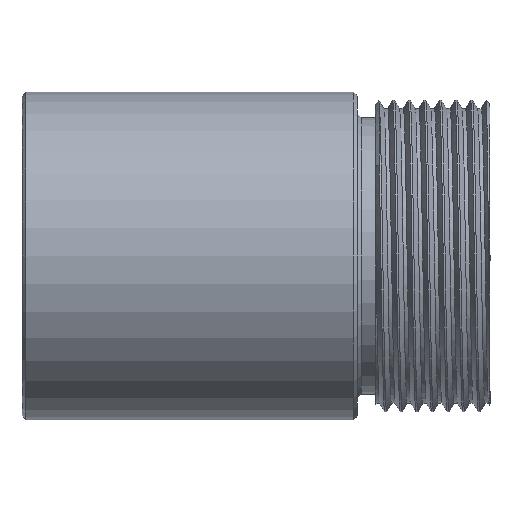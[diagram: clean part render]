
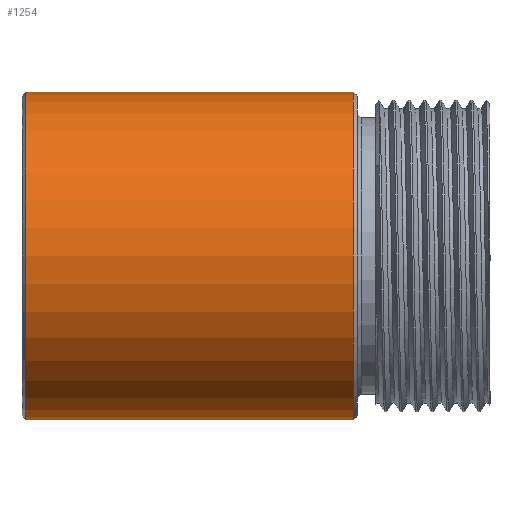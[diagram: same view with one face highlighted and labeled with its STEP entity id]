
A CAD part, front view. The second image highlights one B-rep face of the part: STEP entity #1254.
In plain terms, the highlighted cylindrical face has radius 21 mm (diameter 42 mm), a partial arc.
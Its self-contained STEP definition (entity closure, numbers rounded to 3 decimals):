
#36 = CYLINDRICAL_SURFACE ( 'NONE', #875, 21. ) ;
#47 = EDGE_CURVE ( 'NONE', #49, #682, #2453, .T. ) ;
#49 = VERTEX_POINT ( 'NONE', #88 ) ;
#54 = DIRECTION ( 'NONE',  ( -1., 0., 0. ) ) ;
#88 = CARTESIAN_POINT ( 'NONE',  ( -13.89, 0., 21. ) ) ;
#109 = DIRECTION ( 'NONE',  ( 1., 0., 0. ) ) ;
#120 = EDGE_LOOP ( 'NONE', ( #694, #1787, #2815, #2519 ) ) ;
#389 = AXIS2_PLACEMENT_3D ( 'NONE', #2853, #109, #1079 ) ;
#682 = VERTEX_POINT ( 'NONE', #1089 ) ;
#694 = ORIENTED_EDGE ( 'NONE', *, *, #2669, .F. ) ;
#875 = AXIS2_PLACEMENT_3D ( 'NONE', #1291, #54, #3155 ) ;
#926 = DIRECTION ( 'NONE',  ( 0., 0., 1. ) ) ;
#933 = LINE ( 'NONE', #2490, #3173 ) ;
#1003 = CARTESIAN_POINT ( 'NONE',  ( 28.11, 0., -21. ) ) ;
#1047 = EDGE_CURVE ( 'NONE', #3578, #1127, #3234, .T. ) ;
#1079 = DIRECTION ( 'NONE',  ( 0., 0., -1. ) ) ;
#1089 = CARTESIAN_POINT ( 'NONE',  ( -13.89, 0., -21. ) ) ;
#1127 = VERTEX_POINT ( 'NONE', #1860 ) ;
#1254 = ADVANCED_FACE ( 'NONE', ( #2243 ), #36, .T. ) ;
#1291 = CARTESIAN_POINT ( 'NONE',  ( -38.305, 0., 0. ) ) ;
#1447 = DIRECTION ( 'NONE',  ( -1., 0., 0. ) ) ;
#1679 = EDGE_CURVE ( 'NONE', #1127, #49, #3282, .T. ) ;
#1787 = ORIENTED_EDGE ( 'NONE', *, *, #1047, .T. ) ;
#1848 = DIRECTION ( 'NONE',  ( -1., 0., 0. ) ) ;
#1860 = CARTESIAN_POINT ( 'NONE',  ( 28.11, 0., 21. ) ) ;
#2116 = CARTESIAN_POINT ( 'NONE',  ( -38.305, 0., 21. ) ) ;
#2168 = CARTESIAN_POINT ( 'NONE',  ( 28.11, 0., 0. ) ) ;
#2243 = FACE_OUTER_BOUND ( 'NONE', #120, .T. ) ;
#2453 = CIRCLE ( 'NONE', #389, 21. ) ;
#2490 = CARTESIAN_POINT ( 'NONE',  ( -38.305, 0., -21. ) ) ;
#2519 = ORIENTED_EDGE ( 'NONE', *, *, #47, .T. ) ;
#2669 = EDGE_CURVE ( 'NONE', #3578, #682, #933, .T. ) ;
#2815 = ORIENTED_EDGE ( 'NONE', *, *, #1679, .T. ) ;
#2853 = CARTESIAN_POINT ( 'NONE',  ( -13.89, 0., 0. ) ) ;
#3155 = DIRECTION ( 'NONE',  ( 0., 0., 1. ) ) ;
#3173 = VECTOR ( 'NONE', #1848, 1000. ) ;
#3234 = CIRCLE ( 'NONE', #3565, 21. ) ;
#3282 = LINE ( 'NONE', #2116, #4034 ) ;
#3464 = DIRECTION ( 'NONE',  ( -1., 0., 0. ) ) ;
#3565 = AXIS2_PLACEMENT_3D ( 'NONE', #2168, #3464, #926 ) ;
#3578 = VERTEX_POINT ( 'NONE', #1003 ) ;
#4034 = VECTOR ( 'NONE', #1447, 1000. ) ;
